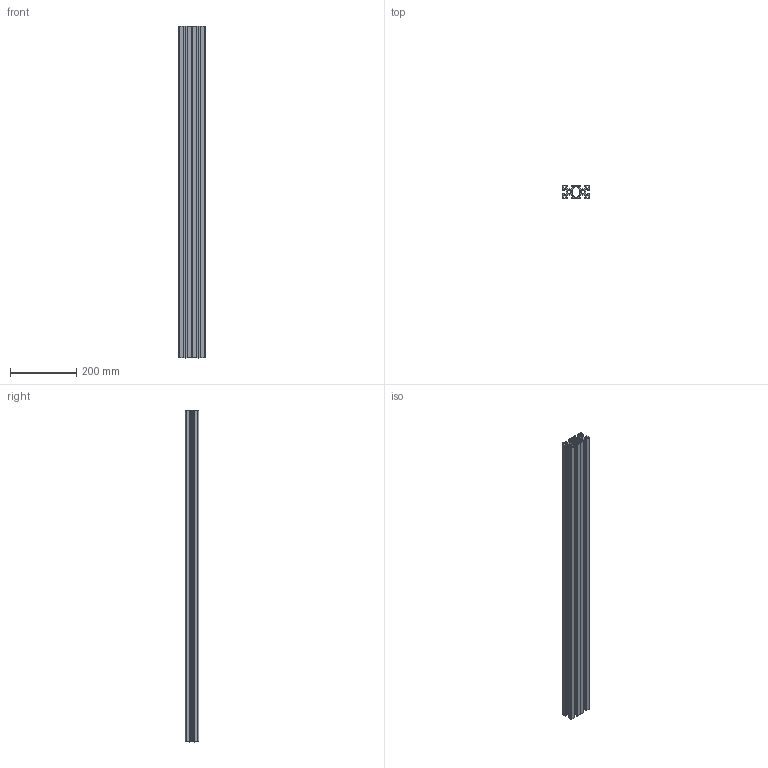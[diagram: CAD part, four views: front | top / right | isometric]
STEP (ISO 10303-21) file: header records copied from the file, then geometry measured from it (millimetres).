
FILE_DESCRIPTION (( 'STEP AP214' ), '1' );
FILE_NAME ('448SHX Êîíñòðóêöèîííûé ïðîôèëü 40õ80SH.STEP', '2019-11-01T07:16:36', ( 'Windows User' ), ( '' ), 'SwSTEP 2.0', 'SolidWorks 2019', '' );
FILE_SCHEMA (( 'AUTOMOTIVE_DESIGN' ));
Length unit declared in the file: millimetre
Products named in the file (1): 448SHX Êîíñòðóêöèîííûé ïðîôèëü 40õ80SH
Bounding box: 80 x 40 x 1000 mm (x, y, z)
Volume: 1263834.8 mm3; surface area: 709299.6 mm2
Topology: 1 solids, 1 shells, 226 faces, 672 edges, 448 vertices
Faces by surface type: plane 144, cylinder 82
Entity records: 7642 total; most frequent: CARTESIAN_POINT 1347, ORIENTED_EDGE 1344, DIRECTION 1290, EDGE_CURVE 672, VECTOR 508, LINE 508, VERTEX_POINT 448, AXIS2_PLACEMENT_3D 391
